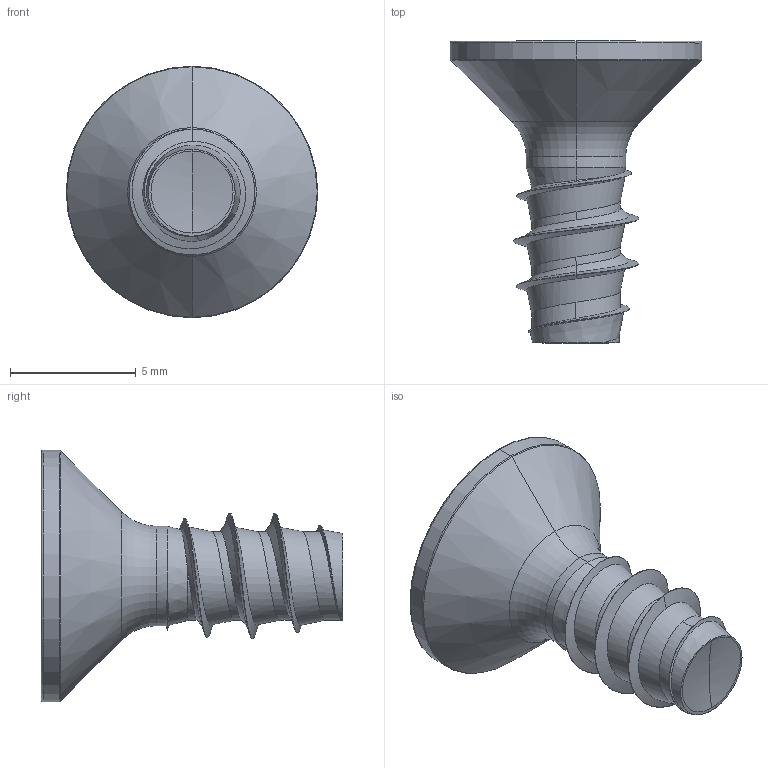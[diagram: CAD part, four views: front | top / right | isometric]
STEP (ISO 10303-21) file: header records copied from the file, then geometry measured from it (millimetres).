
FILE_DESCRIPTION (( 'STEP AP203' ), '1' );
FILE_NAME ('STP410500120.STEP', '2017-08-16T14:03:00', ( '' ), ( '' ), 'SwSTEP 2.0', 'SolidWorks 2015', '' );
FILE_SCHEMA (( 'CONFIG_CONTROL_DESIGN' ));
Length unit declared in the file: millimetre
Products named in the file (1): STP410500120
Bounding box: 10 x 12 x 10 mm (x, y, z)
Volume: 251.8 mm3; surface area: 362.6 mm2
Topology: 1 solids, 1 shells, 91 faces, 220 edges, 131 vertices
Faces by surface type: bspline 35, cylinder 33, cone 13, torus 6, sphere 2, plane 2
Entity records: 12146 total; most frequent: CARTESIAN_POINT 10276, ORIENTED_EDGE 436, DIRECTION 284, EDGE_CURVE 218, VERTEX_POINT 131, AXIS2_PLACEMENT_3D 117, B_SPLINE_CURVE_WITH_KNOTS 100, EDGE_LOOP 93
